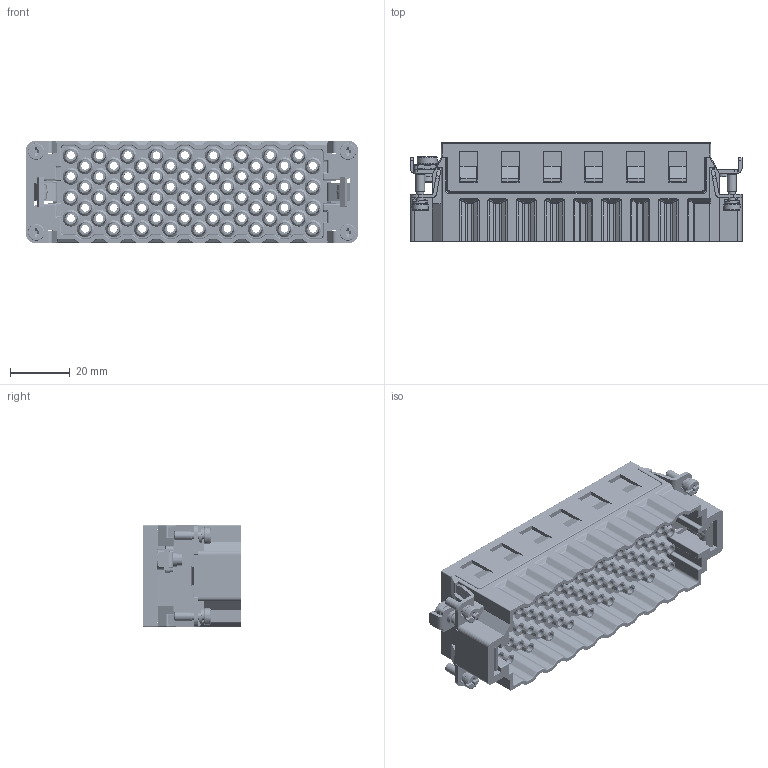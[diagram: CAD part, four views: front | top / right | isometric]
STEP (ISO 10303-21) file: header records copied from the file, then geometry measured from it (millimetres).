
FILE_DESCRIPTION((''),'2;1');
FILE_NAME('HEEE-072-MC_ASM_SW0001','2024-02-05T',('13001'),(''),'PRO/ENGINEER BY PARAMETRIC TECHNOLOGY CORPORATION, 2012480','PRO/ENGINEER BY PARAMETRIC TECHNOLOGY CORPORATION, 2012480','');
FILE_SCHEMA(('CONFIG_CONTROL_DESIGN'));
Products named in the file (1): HEEE-072-MC_ASM_SW0001
Bounding box: 110.8 x 33 x 34 mm (x, y, z)
Volume: 42907.9 mm3; surface area: 66631.8 mm2
Topology: 9 solids, 9 shells, 5168 faces, 14024 edges, 8915 vertices
Faces by surface type: plane 1691, cylinder 1477, cone 1028, bspline 784, torus 154, sphere 34
Entity records: 215319 total; most frequent: CARTESIAN_POINT 93592, ORIENTED_EDGE 27980, DIRECTION 22301, EDGE_CURVE 13990, VERTEX_POINT 8915, AXIS2_PLACEMENT_3D 8252, VECTOR 5797, LINE 5797
